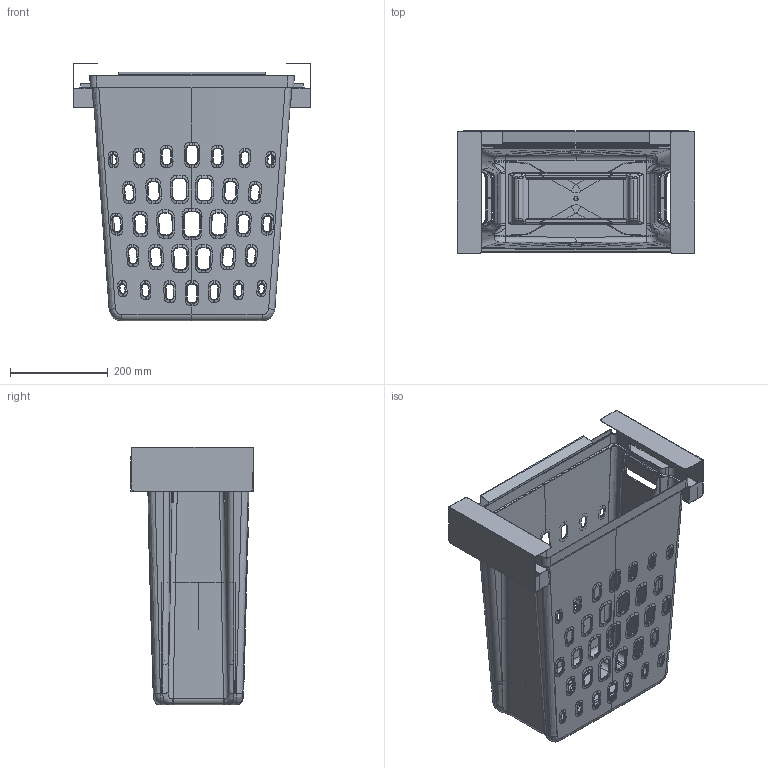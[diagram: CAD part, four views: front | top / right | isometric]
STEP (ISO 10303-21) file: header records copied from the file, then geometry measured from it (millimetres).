
FILE_DESCRIPTION(/* description */ (''),/* implementation_level */ '2;1');
FILE_NAME(/* name */ 'LAB850501-01_Shrinkwrap_1.stp',/* time_stamp */ '2020-07-21T11:07:16+02:00',/* author */ ('schreia'),/* organization */ (''),/* preprocessor_version */ 'ST-DEVELOPER v17.2',/* originating_system */ 'Autodesk Inventor 2019',/* authorisation */ '');
FILE_SCHEMA (('AUTOMOTIVE_DESIGN { 1 0 10303 214 3 1 1 }'));
Products named in the file (1): LAB850501-01_Shrinkwrap_1
Bounding box: 486.7 x 252 x 528.4 mm (x, y, z)
Surface area: 1539494.1 mm2 (no closed solid volume)
Topology: 0 solids, 4 shells, 2086 faces, 5744 edges, 3663 vertices
Faces by surface type: bspline 887, plane 526, cone 352, cylinder 291, torus 28, sphere 2
Entity records: 228185 total; most frequent: CARTESIAN_POINT 180328, ORIENTED_EDGE 11339, DIRECTION 7355, EDGE_CURVE 5717, VERTEX_POINT 3663, AXIS2_PLACEMENT_3D 2822, EDGE_LOOP 2270, FACE_OUTER_BOUND 2086
